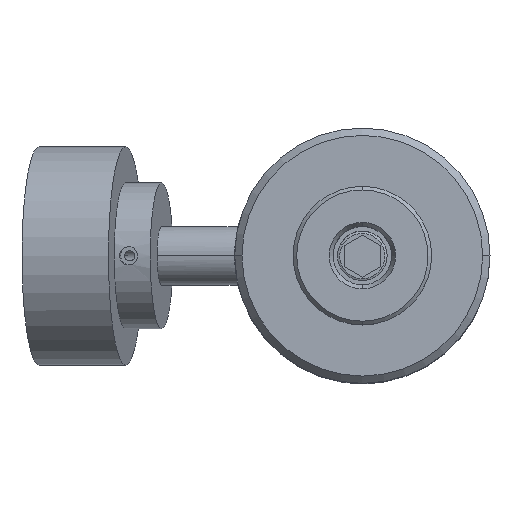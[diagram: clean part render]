
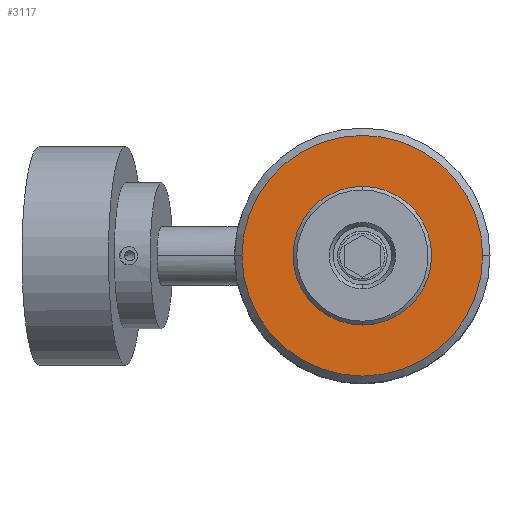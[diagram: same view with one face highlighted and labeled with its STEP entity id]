
A CAD part, top view. The second image highlights one B-rep face of the part: STEP entity #3117.
In plain terms, the highlighted planar face has unit normal (0, 0, 1).
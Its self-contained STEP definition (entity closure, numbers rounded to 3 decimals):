
#29 = EDGE_CURVE ( 'NONE', #1434, #2773, #1733, .T. ) ;
#79 = FACE_BOUND ( 'NONE', #2633, .T. ) ;
#257 = CARTESIAN_POINT ( 'NONE',  ( -9.5, 0., 42. ) ) ;
#669 = EDGE_LOOP ( 'NONE', ( #2002, #2878 ) ) ;
#673 = CARTESIAN_POINT ( 'NONE',  ( 0., 0., 42. ) ) ;
#708 = EDGE_CURVE ( 'NONE', #2159, #1969, #2997, .T. ) ;
#742 = DIRECTION ( 'NONE',  ( 0., 0., 1. ) ) ;
#832 = DIRECTION ( 'NONE',  ( 1., 0., 0. ) ) ;
#874 = AXIS2_PLACEMENT_3D ( 'NONE', #2296, #930, #3016 ) ;
#930 = DIRECTION ( 'NONE',  ( 0., 0., 1. ) ) ;
#1082 = CIRCLE ( 'NONE', #1728, 9.5 ) ;
#1084 = ORIENTED_EDGE ( 'NONE', *, *, #29, .F. ) ;
#1139 = CARTESIAN_POINT ( 'NONE',  ( 16.5, 0., 42. ) ) ;
#1240 = AXIS2_PLACEMENT_3D ( 'NONE', #2051, #1258, #3070 ) ;
#1258 = DIRECTION ( 'NONE',  ( 0., 0., 1. ) ) ;
#1307 = PLANE ( 'NONE',  #1593 ) ;
#1403 = CIRCLE ( 'NONE', #1240, 16.5 ) ;
#1434 = VERTEX_POINT ( 'NONE', #257 ) ;
#1435 = DIRECTION ( 'NONE',  ( 0., 0., 1. ) ) ;
#1593 = AXIS2_PLACEMENT_3D ( 'NONE', #1898, #1863, #832 ) ;
#1697 = CARTESIAN_POINT ( 'NONE',  ( 9.5, 0., 42. ) ) ;
#1728 = AXIS2_PLACEMENT_3D ( 'NONE', #673, #742, #2567 ) ;
#1733 = CIRCLE ( 'NONE', #2399, 9.5 ) ;
#1863 = DIRECTION ( 'NONE',  ( 0., 0., 1. ) ) ;
#1898 = CARTESIAN_POINT ( 'NONE',  ( 0., 0., 42. ) ) ;
#1930 = ORIENTED_EDGE ( 'NONE', *, *, #2477, .F. ) ;
#1969 = VERTEX_POINT ( 'NONE', #1139 ) ;
#2002 = ORIENTED_EDGE ( 'NONE', *, *, #708, .T. ) ;
#2051 = CARTESIAN_POINT ( 'NONE',  ( 0., 0., 42. ) ) ;
#2159 = VERTEX_POINT ( 'NONE', #3045 ) ;
#2273 = CARTESIAN_POINT ( 'NONE',  ( 0., 0., 42. ) ) ;
#2296 = CARTESIAN_POINT ( 'NONE',  ( 0., 0., 42. ) ) ;
#2399 = AXIS2_PLACEMENT_3D ( 'NONE', #2273, #1435, #2494 ) ;
#2477 = EDGE_CURVE ( 'NONE', #2773, #1434, #1082, .T. ) ;
#2494 = DIRECTION ( 'NONE',  ( 1., 0., 0. ) ) ;
#2567 = DIRECTION ( 'NONE',  ( 1., 0., 0. ) ) ;
#2615 = EDGE_CURVE ( 'NONE', #1969, #2159, #1403, .T. ) ;
#2633 = EDGE_LOOP ( 'NONE', ( #1930, #1084 ) ) ;
#2773 = VERTEX_POINT ( 'NONE', #1697 ) ;
#2878 = ORIENTED_EDGE ( 'NONE', *, *, #2615, .T. ) ;
#2997 = CIRCLE ( 'NONE', #874, 16.5 ) ;
#3016 = DIRECTION ( 'NONE',  ( 1., 0., 0. ) ) ;
#3045 = CARTESIAN_POINT ( 'NONE',  ( -16.5, 0., 42. ) ) ;
#3070 = DIRECTION ( 'NONE',  ( 1., 0., 0. ) ) ;
#3117 = ADVANCED_FACE ( 'NONE', ( #3179, #79 ), #1307, .T. ) ;
#3179 = FACE_OUTER_BOUND ( 'NONE', #669, .T. ) ;
